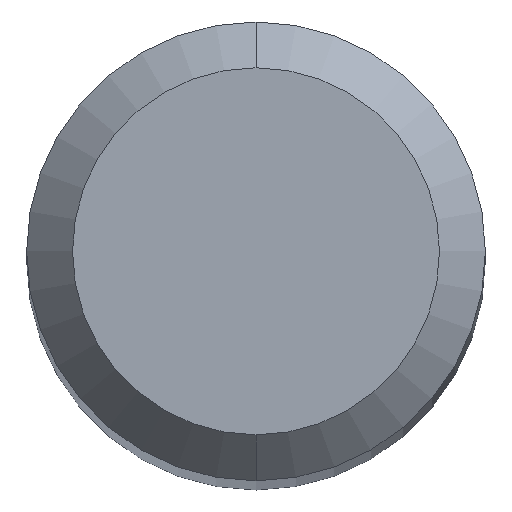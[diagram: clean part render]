
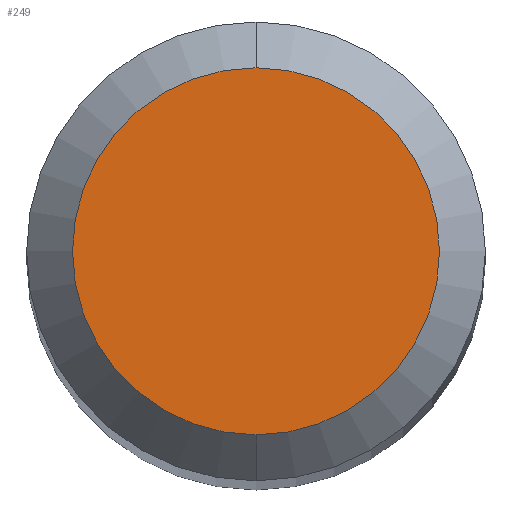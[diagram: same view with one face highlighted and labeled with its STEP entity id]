
A CAD part, top view. The second image highlights one B-rep face of the part: STEP entity #249.
In plain terms, the highlighted planar face has unit normal (0, 0, 1).
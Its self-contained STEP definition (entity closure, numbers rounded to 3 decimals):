
#209=VERTEX_POINT('',#521);
#247=EDGE_CURVE('',#379,#209,#565,.T.);
#249=ADVANCED_FACE('',(#567),#568,.T.);
#379=VERTEX_POINT('',#708);
#401=EDGE_CURVE('',#209,#379,#731,.T.);
#521=CARTESIAN_POINT('',(0.0,1.2,0.0));
#565=CIRCLE('',#925,1.2);
#567=FACE_OUTER_BOUND('',#927,.T.);
#568=PLANE('',#928);
#708=CARTESIAN_POINT('',(0.,-1.2,0.0));
#731=CIRCLE('',#1279,1.2);
#925=AXIS2_PLACEMENT_3D('',#1564,#1565,#1566);
#927=EDGE_LOOP('',(#1568,#1569));
#928=AXIS2_PLACEMENT_3D('',#1570,#1571,#1572);
#1279=AXIS2_PLACEMENT_3D('',#1727,#1728,#1729);
#1564=CARTESIAN_POINT('',(0.0,0.0,0.0));
#1565=DIRECTION('',(0.0,0.0,-1.0));
#1566=DIRECTION('',(0.0,1.0,0.0));
#1568=ORIENTED_EDGE('',*,*,#401,.F.);
#1569=ORIENTED_EDGE('',*,*,#247,.F.);
#1570=CARTESIAN_POINT('',(0.0,0.6,0.0));
#1571=DIRECTION('',(-0.0,0.0,1.0));
#1572=DIRECTION('',(0.0,-1.0,0.0));
#1727=CARTESIAN_POINT('',(0.0,0.0,0.0));
#1728=DIRECTION('',(0.0,0.0,-1.0));
#1729=DIRECTION('',(0.0,1.0,0.0));
